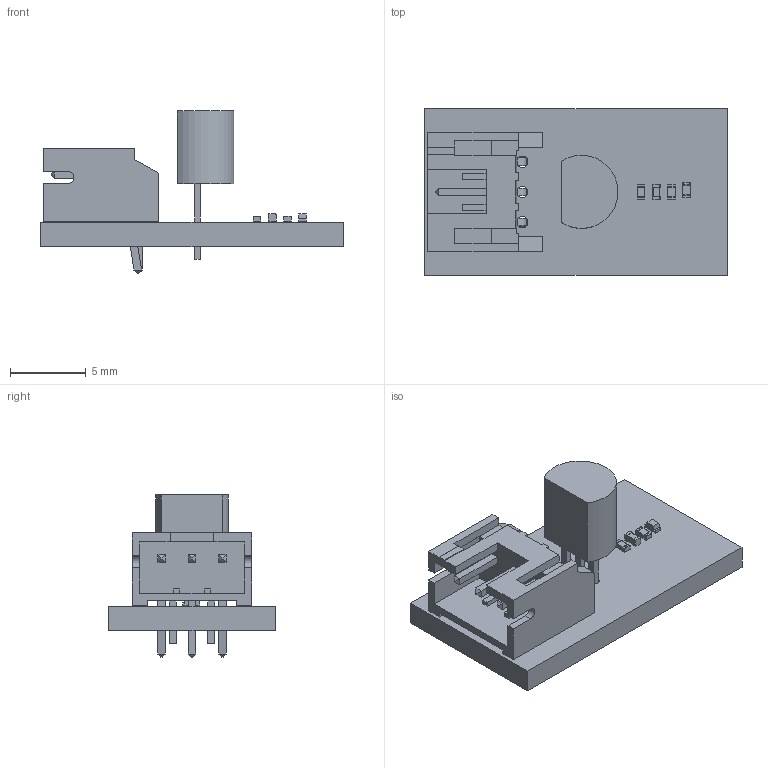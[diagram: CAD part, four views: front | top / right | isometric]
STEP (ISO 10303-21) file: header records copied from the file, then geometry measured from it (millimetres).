
FILE_DESCRIPTION(('KiCad electronic assembly'),'2;1');
FILE_NAME('Sensorboard V1.2.step','2024-12-17T22:03:45',('Pcbnew'),( 'Kicad'),'Open CASCADE STEP processor 7.8','KiCad to STEP converter' ,'Unknown');
FILE_SCHEMA(('AUTOMOTIVE_DESIGN { 1 0 10303 214 1 1 1 1 }'));
Length unit declared in the file: millimetre
Products named in the file (12): Sensorboard V1.2 1; JST_PH_S3B-PH-K_1x03_P2.00mm_Horizontal; JST_S3B_PH_K; C_0402_1005Metric; R_0402_1005Metric; LED_0402_1005Metric; TO-92_Inline; TO-92_Inline_Narrow; _autosave-sensorboard_PCB
Assembly tree (12 placements, depth 3):
  Sensorboard V1.2 1
    JST_PH_S3B-PH-K_1x03_P2.00mm_Horizontal
      JST_S3B_PH_K
    C_0402_1005Metric
      C_0402_1005Metric
    R_0402_1005Metric  x2
      R_0402_1005Metric
    LED_0402_1005Metric
      LED_0402_1005Metric
    TO-92_Inline
      TO-92_Inline_Narrow
    _autosave-sensorboard_PCB
Bounding box: 20 x 11 x 10.7 mm (x, y, z)
Volume: 546.5 mm3; surface area: 1079.3 mm2
Topology: 7 solids, 7 shells, 303 faces, 807 edges, 526 vertices
Faces by surface type: plane 252, cylinder 51
Full cylindrical faces by diameter (mm): 0.75 x6
Entity records: 10599 total; most frequent: CARTESIAN_POINT 1511, ORIENTED_EDGE 1478, DIRECTION 1405, EDGE_CURVE 739, LINE 653, VECTOR 653, VERTEX_POINT 482, AXIS2_PLACEMENT_3D 376
